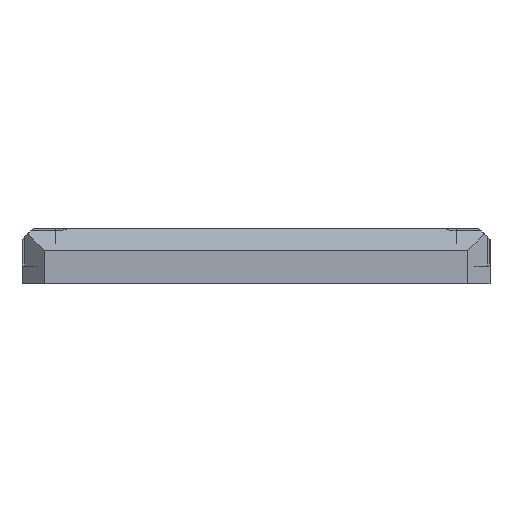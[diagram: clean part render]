
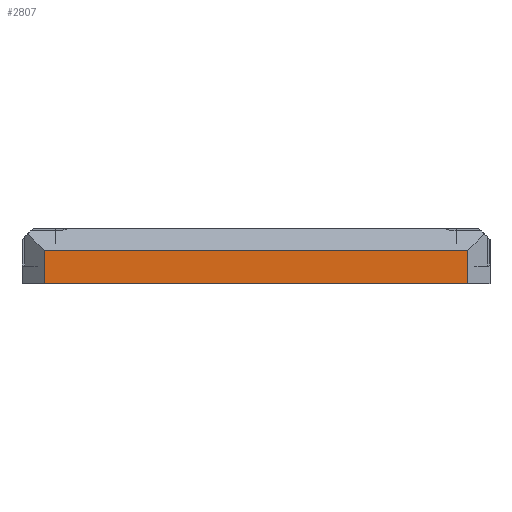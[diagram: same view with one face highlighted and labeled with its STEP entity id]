
A CAD part, front view. The second image highlights one B-rep face of the part: STEP entity #2807.
In plain terms, the highlighted planar face has unit normal (0, -1, 0).
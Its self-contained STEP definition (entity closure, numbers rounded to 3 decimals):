
#320 = VECTOR ( 'NONE', #7318, 1000. ) ;
#540 = LINE ( 'NONE', #924, #663 ) ;
#588 = ORIENTED_EDGE ( 'NONE', *, *, #1394, .T. ) ;
#663 = VECTOR ( 'NONE', #5360, 1000. ) ;
#887 = EDGE_CURVE ( 'NONE', #3057, #1699, #6739, .T. ) ;
#924 = CARTESIAN_POINT ( 'NONE',  ( -19., -145., 5. ) ) ;
#1394 = EDGE_CURVE ( 'NONE', #6987, #2413, #2356, .T. ) ;
#1479 = ORIENTED_EDGE ( 'NONE', *, *, #887, .T. ) ;
#1528 = CARTESIAN_POINT ( 'NONE',  ( -21., -145., 3. ) ) ;
#1616 = CARTESIAN_POINT ( 'NONE',  ( 19., -145., 5. ) ) ;
#1699 = VERTEX_POINT ( 'NONE', #2487 ) ;
#1740 = DIRECTION ( 'NONE',  ( 0., 1., 0. ) ) ;
#2356 = LINE ( 'NONE', #4391, #6481 ) ;
#2413 = VERTEX_POINT ( 'NONE', #8203 ) ;
#2458 = EDGE_LOOP ( 'NONE', ( #1479, #3777, #588, #3767 ) ) ;
#2487 = CARTESIAN_POINT ( 'NONE',  ( -19., -145., 3. ) ) ;
#2807 = ADVANCED_FACE ( 'NONE', ( #4195 ), #6742, .F. ) ;
#3057 = VERTEX_POINT ( 'NONE', #4527 ) ;
#3503 = DIRECTION ( 'NONE',  ( 0., 0., 1. ) ) ;
#3523 = EDGE_CURVE ( 'NONE', #1699, #6987, #540, .T. ) ;
#3767 = ORIENTED_EDGE ( 'NONE', *, *, #7212, .T. ) ;
#3777 = ORIENTED_EDGE ( 'NONE', *, *, #3523, .T. ) ;
#4195 = FACE_OUTER_BOUND ( 'NONE', #2458, .T. ) ;
#4391 = CARTESIAN_POINT ( 'NONE',  ( -21., -145., 0. ) ) ;
#4527 = CARTESIAN_POINT ( 'NONE',  ( 19., -145., 3. ) ) ;
#5208 = VECTOR ( 'NONE', #3503, 1000. ) ;
#5360 = DIRECTION ( 'NONE',  ( 0., 0., -1. ) ) ;
#5536 = LINE ( 'NONE', #1616, #5208 ) ;
#5580 = CARTESIAN_POINT ( 'NONE',  ( -21., -145., 5. ) ) ;
#6334 = CARTESIAN_POINT ( 'NONE',  ( -19., -145., 0. ) ) ;
#6481 = VECTOR ( 'NONE', #6933, 1000. ) ;
#6739 = LINE ( 'NONE', #1528, #320 ) ;
#6742 = PLANE ( 'NONE',  #6761 ) ;
#6761 = AXIS2_PLACEMENT_3D ( 'NONE', #5580, #1740, #6820 ) ;
#6820 = DIRECTION ( 'NONE',  ( 0., 0., 1. ) ) ;
#6933 = DIRECTION ( 'NONE',  ( 1., 0., 0. ) ) ;
#6987 = VERTEX_POINT ( 'NONE', #6334 ) ;
#7212 = EDGE_CURVE ( 'NONE', #2413, #3057, #5536, .T. ) ;
#7318 = DIRECTION ( 'NONE',  ( -1., 0., 0. ) ) ;
#8203 = CARTESIAN_POINT ( 'NONE',  ( 19., -145., 0. ) ) ;
